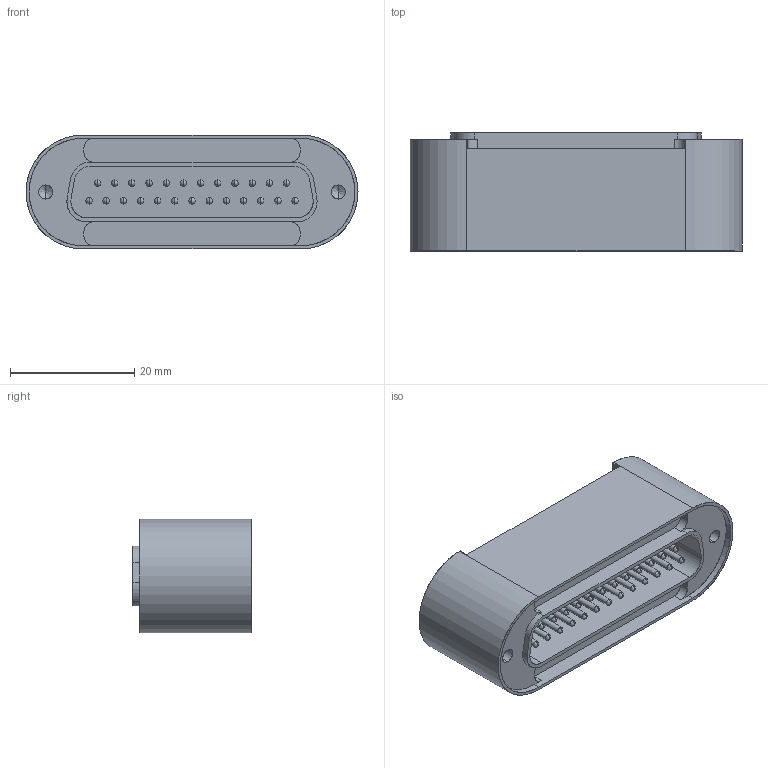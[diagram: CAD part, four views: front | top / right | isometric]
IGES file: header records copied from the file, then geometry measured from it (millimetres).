
Start section: SolidWorks IGES file using analytic representation for surfaces
Global section: file name: 16802-01-W.IGS; native system: SolidWorks 2008; preprocessor: SolidWorks 2008; author: Juan Medina; date: 071205.164709; units: inch
Bounding box: 53.39 x 19 x 18.29 mm (x, y, z)
Surface area: 7318.9 mm2 (no closed solid volume)
Topology: 0 solids, 0 shells, 291 faces, 2822 edges, 2714 vertices
Faces by surface type: revolution 150, bspline 141
